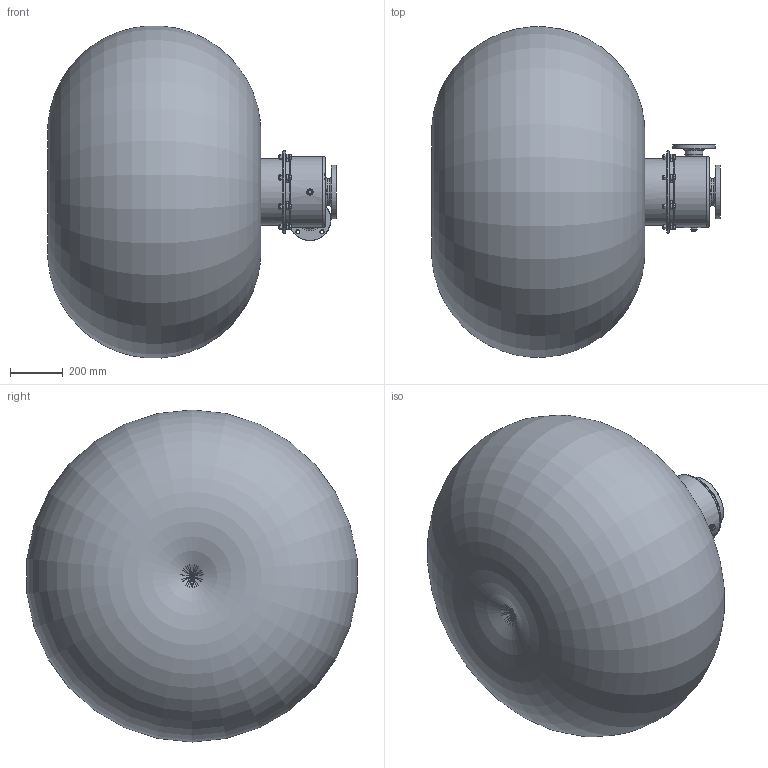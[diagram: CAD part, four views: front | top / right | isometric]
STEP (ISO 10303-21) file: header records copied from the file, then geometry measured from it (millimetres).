
FILE_DESCRIPTION(('STEP AP203'), '1');
FILE_NAME('ﾕﾌ 100_50ﾊ5_22,0_2', '2017-03-10T12:38:12', ('UNSPECIFIED'), ('UNSPECIFIED'), 'ASCON STEP Converter 1.3', 'ASCON Math Kernel', '');
FILE_SCHEMA(('CONFIG_CONTROL_DESIGN'));
Length unit declared in the file: millimetre
Products named in the file (20): Ýëåêòðîíàñîñíûé àãðåãàò ÕÌ 100_50Ê5_22,0_2; 婜縺蹞 100_50; Ãàéêà Ì12; 180M_TOP; 扻錪犩 100_50; ﾘ琺矜 ﾌ12; ﾘ琺矜 (ﾌ16); Áîëò Ì10 (äë2); Áîëò Ì12; Ãàéêà Ì16; ﾘ琺矜; Áîëò Ì16; 冓憵 100_50; Ãàéêà; Îòâîä 100_50; Êàñòðþëÿ (1) 100_50; 婑鳧氀 Dy100; Ôëàíåö ôîíàðÿ 100_50; Êàñòðþëÿ (2) 100_50; 婑鳧氀 Dy65
Assembly tree (59 placements, depth 2):
  Ýëåêòðîíàñîñíûé àãðåãàò ÕÌ 100_50Ê5_22,0_2
    婜縺蹞 100_50
    Ãàéêà Ì12  x8
    180M_TOP
    扻錪犩 100_50
    ﾘ琺矜 ﾌ12  x8
    ﾘ琺矜 (ﾌ16)  x4
    Áîëò Ì10 (äë2)  x4
    Áîëò Ì12  x8
    Ãàéêà Ì16  x4
    ﾘ琺矜  x4
    Áîëò Ì16  x4
    冓憵 100_50  x2
    Ãàéêà  x4
    Îòâîä 100_50
    Êàñòðþëÿ (1) 100_50
    婑鳧氀 Dy100
    Ôëàíåö ôîíàðÿ 100_50
    Êàñòðþëÿ (2) 100_50
    婑鳧氀 Dy65
Bounding box: 1095.8 x 1253.77 x 1260.68 mm (x, y, z)
Volume: 783245866.9 mm3; surface area: 7880320.3 mm2
Topology: 67 solids, 68 shells, 2845 faces, 7164 edges, 4520 vertices
Faces by surface type: plane 1255, cylinder 598, cone 526, torus 243, bspline 205, sphere 18
Full cylindrical faces by diameter (mm): 8.5 x4, 10 x4, 11 x4, 11.6 x4, 12 x16, 13 x24, 13.2 x6, 14 x4, 14.5 x4, 15 x8, 16 x8, 16.3 x4, 17 x4, 18 x4, 19 x8, 20 x4, 24 x9, 30 x4, 47.6 x1, 48 x1, 55 x1, 57 x1, 60 x1, 65 x2, 68 x1, 70 x1, 78 x1, 88 x2, 96 x1, 100 x2
Entity records: 125640 total; most frequent: CARTESIAN_POINT 52061, ORIENTED_EDGE 11576, DIRECTION 10246, EDGE_CURVE 5788, AXIS2_PLACEMENT_3D 3862, VERTEX_POINT 3820, EDGE_LOOP 2686, LINE 2522
